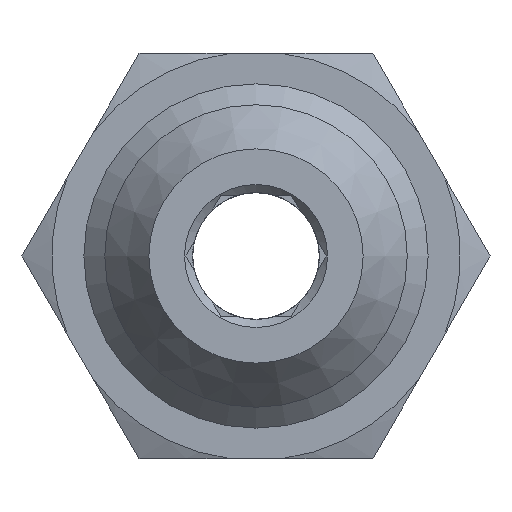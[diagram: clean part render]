
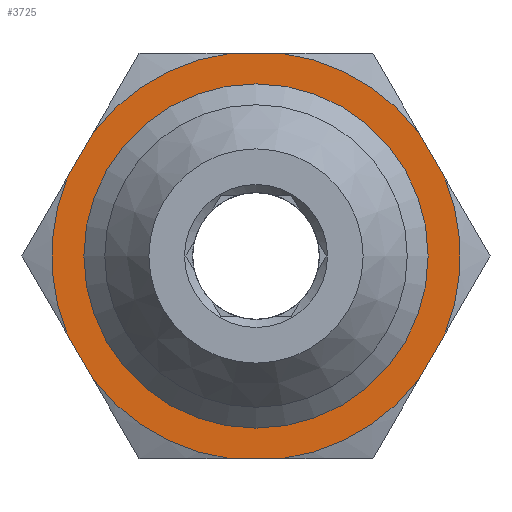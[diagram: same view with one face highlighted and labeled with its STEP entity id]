
A CAD part, left-side view. The second image highlights one B-rep face of the part: STEP entity #3725.
In plain terms, the highlighted face is planar.
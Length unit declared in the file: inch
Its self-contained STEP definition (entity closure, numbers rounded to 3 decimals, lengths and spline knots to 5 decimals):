
#2949=CARTESIAN_POINT('',(0.0,-0.07921,-0.625));
#2950=VERTEX_POINT('',#2949);
#3020=CARTESIAN_POINT('',(0.0,0.07921,-0.625));
#3021=VERTEX_POINT('',#3020);
#3035=CARTESIAN_POINT('',(0.0,0.07921,-0.625));
#3036=DIRECTION('',(0.0,-1.0,0.0));
#3037=VECTOR('',#3036,0.15843);
#3038=LINE('',#3035,#3037);
#3039=EDGE_CURVE('',#3021,#2950,#3038,.T.);
#3175=CARTESIAN_POINT('',(0.0,-0.50166,0.3811));
#3176=VERTEX_POINT('',#3175);
#3192=CARTESIAN_POINT('',(0.0,-0.07921,0.625));
#3193=VERTEX_POINT('',#3192);
#3194=CARTESIAN_POINT('',(0.0,0.0,0.0));
#3195=DIRECTION('',(1.0,0.0,0.0));
#3196=DIRECTION('',(0.0,1.0,0.0));
#3197=AXIS2_PLACEMENT_3D('',#3194,#3195,#3196);
#3198=CIRCLE('',#3197,0.63);
#3199=EDGE_CURVE('',#3193,#3176,#3198,.T.);
#3222=CARTESIAN_POINT('',(0.0,0.07921,0.625));
#3223=VERTEX_POINT('',#3222);
#3239=CARTESIAN_POINT('',(0.0,0.50166,0.3811));
#3240=VERTEX_POINT('',#3239);
#3241=CARTESIAN_POINT('',(0.0,0.0,0.0));
#3242=DIRECTION('',(1.0,0.0,0.0));
#3243=DIRECTION('',(0.0,1.0,0.0));
#3244=AXIS2_PLACEMENT_3D('',#3241,#3242,#3243);
#3245=CIRCLE('',#3244,0.63);
#3246=EDGE_CURVE('',#3240,#3223,#3245,.T.);
#3269=CARTESIAN_POINT('',(0.0,0.58087,0.2439));
#3270=VERTEX_POINT('',#3269);
#3286=CARTESIAN_POINT('',(0.0,0.58087,-0.2439));
#3287=VERTEX_POINT('',#3286);
#3288=CARTESIAN_POINT('',(0.0,0.0,0.0));
#3289=DIRECTION('',(1.0,0.0,0.0));
#3290=DIRECTION('',(0.0,1.0,0.0));
#3291=AXIS2_PLACEMENT_3D('',#3288,#3289,#3290);
#3292=CIRCLE('',#3291,0.63);
#3293=EDGE_CURVE('',#3287,#3270,#3292,.T.);
#3316=CARTESIAN_POINT('',(0.0,0.50166,-0.3811));
#3317=VERTEX_POINT('',#3316);
#3331=CARTESIAN_POINT('',(0.0,0.0,0.0));
#3332=DIRECTION('',(1.0,0.0,0.0));
#3333=DIRECTION('',(0.0,1.0,0.0));
#3334=AXIS2_PLACEMENT_3D('',#3331,#3332,#3333);
#3335=CIRCLE('',#3334,0.63);
#3336=EDGE_CURVE('',#3021,#3317,#3335,.T.);
#3348=CARTESIAN_POINT('',(0.0,-0.50166,-0.3811));
#3349=VERTEX_POINT('',#3348);
#3350=CARTESIAN_POINT('',(0.0,0.0,0.0));
#3351=DIRECTION('',(1.0,0.0,0.0));
#3352=DIRECTION('',(0.0,1.0,0.0));
#3353=AXIS2_PLACEMENT_3D('',#3350,#3351,#3352);
#3354=CIRCLE('',#3353,0.63);
#3355=EDGE_CURVE('',#3349,#2950,#3354,.T.);
#3380=CARTESIAN_POINT('',(0.0,-0.58087,0.2439));
#3381=VERTEX_POINT('',#3380);
#3395=CARTESIAN_POINT('',(0.0,-0.58087,-0.2439));
#3396=VERTEX_POINT('',#3395);
#3410=CARTESIAN_POINT('',(0.0,0.0,0.0));
#3411=DIRECTION('',(1.0,0.0,0.0));
#3412=DIRECTION('',(0.0,1.0,0.0));
#3413=AXIS2_PLACEMENT_3D('',#3410,#3411,#3412);
#3414=CIRCLE('',#3413,0.63);
#3415=EDGE_CURVE('',#3381,#3396,#3414,.T.);
#3670=CARTESIAN_POINT('',(0.0,0.,0.));
#3671=DIRECTION('',(1.0,0.0,0.0));
#3672=DIRECTION('',(0.0,0.0,-1.0));
#3673=AXIS2_PLACEMENT_3D('',#3670,#3671,#3672);
#3674=PLANE('',#3673);
#3675=ORIENTED_EDGE('',*,*,#3415,.T.);
#3676=CARTESIAN_POINT('',(0.0,-0.50166,-0.3811));
#3677=DIRECTION('',(0.0,-0.5,0.866));
#3678=VECTOR('',#3677,0.15843);
#3679=LINE('',#3676,#3678);
#3680=EDGE_CURVE('',#3349,#3396,#3679,.T.);
#3681=ORIENTED_EDGE('',*,*,#3680,.F.);
#3682=ORIENTED_EDGE('',*,*,#3355,.T.);
#3683=ORIENTED_EDGE('',*,*,#3039,.F.);
#3684=ORIENTED_EDGE('',*,*,#3336,.T.);
#3685=CARTESIAN_POINT('',(0.0,0.58087,-0.2439));
#3686=DIRECTION('',(0.0,-0.5,-0.866));
#3687=VECTOR('',#3686,0.15843);
#3688=LINE('',#3685,#3687);
#3689=EDGE_CURVE('',#3287,#3317,#3688,.T.);
#3690=ORIENTED_EDGE('',*,*,#3689,.F.);
#3691=ORIENTED_EDGE('',*,*,#3293,.T.);
#3692=CARTESIAN_POINT('',(0.0,0.50166,0.3811));
#3693=DIRECTION('',(0.0,0.5,-0.866));
#3694=VECTOR('',#3693,0.15843);
#3695=LINE('',#3692,#3694);
#3696=EDGE_CURVE('',#3240,#3270,#3695,.T.);
#3697=ORIENTED_EDGE('',*,*,#3696,.F.);
#3698=ORIENTED_EDGE('',*,*,#3246,.T.);
#3699=CARTESIAN_POINT('',(0.0,-0.07921,0.625));
#3700=DIRECTION('',(0.0,1.0,0.0));
#3701=VECTOR('',#3700,0.15843);
#3702=LINE('',#3699,#3701);
#3703=EDGE_CURVE('',#3193,#3223,#3702,.T.);
#3704=ORIENTED_EDGE('',*,*,#3703,.F.);
#3705=ORIENTED_EDGE('',*,*,#3199,.T.);
#3706=CARTESIAN_POINT('',(0.0,-0.58087,0.2439));
#3707=DIRECTION('',(0.0,0.5,0.866));
#3708=VECTOR('',#3707,0.15843);
#3709=LINE('',#3706,#3708);
#3710=EDGE_CURVE('',#3381,#3176,#3709,.T.);
#3711=ORIENTED_EDGE('',*,*,#3710,.F.);
#3712=EDGE_LOOP('',(#3675,#3681,#3682,#3683,#3684,#3690,#3691,#3697,#3698,#3704,#3705,#3711));
#3713=FACE_OUTER_BOUND('',#3712,.T.);
#3714=CARTESIAN_POINT('',(0.0,0.471,0.0));
#3715=VERTEX_POINT('',#3714);
#3716=CARTESIAN_POINT('',(0.0,0.,0.0));
#3717=DIRECTION('',(-1.0,0.0,0.0));
#3718=DIRECTION('',(0.0,1.0,0.0));
#3719=AXIS2_PLACEMENT_3D('',#3716,#3717,#3718);
#3720=CIRCLE('',#3719,0.471);
#3721=EDGE_CURVE('',#3715,#3715,#3720,.T.);
#3722=ORIENTED_EDGE('',*,*,#3721,.T.);
#3723=EDGE_LOOP('',(#3722));
#3724=FACE_BOUND('',#3723,.T.);
#3725=ADVANCED_FACE('',(#3713,#3724),#3674,.T.);
